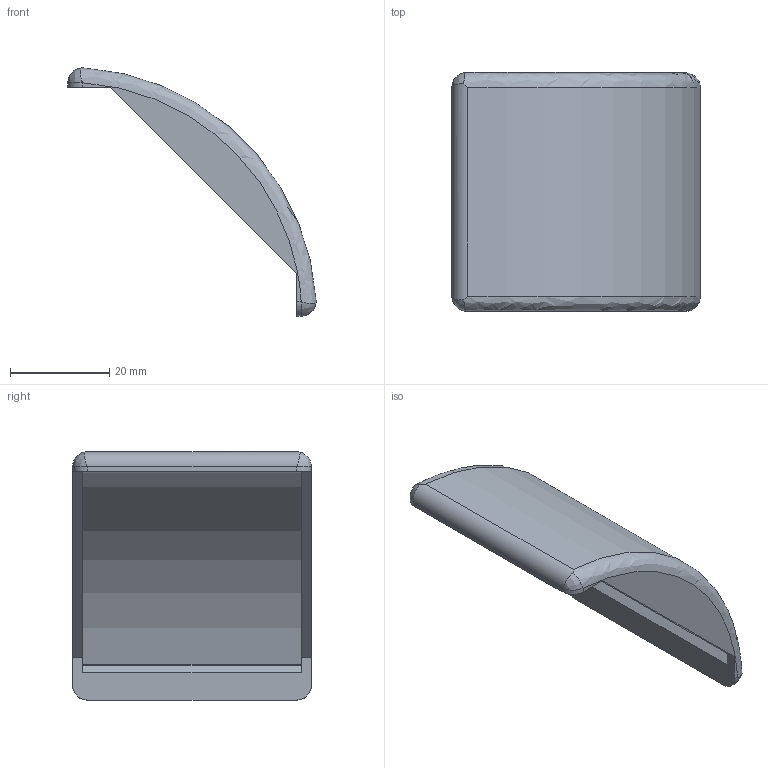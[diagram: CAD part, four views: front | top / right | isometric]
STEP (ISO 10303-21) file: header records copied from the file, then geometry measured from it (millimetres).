
FILE_DESCRIPTION((''),'2;1');
FILE_NAME('50x50 round cover cap.ipt.stp','2011-06-02T21:58:27',(''),(''),'Autodesk Inventor 2011','Autodesk Inventor 2011','');
FILE_SCHEMA(('AUTOMOTIVE_DESIGN { 1 0 10303 214 1 1 1 1 }'));
Length unit declared in the file: millimetre
Products named in the file (1): 50x50 round cover cap
Bounding box: 49.9 x 48 x 49.9 mm (x, y, z)
Volume: 9485.9 mm3; surface area: 9277.2 mm2
Topology: 1 solids, 1 shells, 28 faces, 78 edges, 52 vertices
Faces by surface type: plane 12, cylinder 10, bspline 6
Entity records: 1221 total; most frequent: CARTESIAN_POINT 491, ORIENTED_EDGE 156, DIRECTION 118, EDGE_CURVE 78, VERTEX_POINT 52, VECTOR 40, LINE 40, AXIS2_PLACEMENT_3D 39
